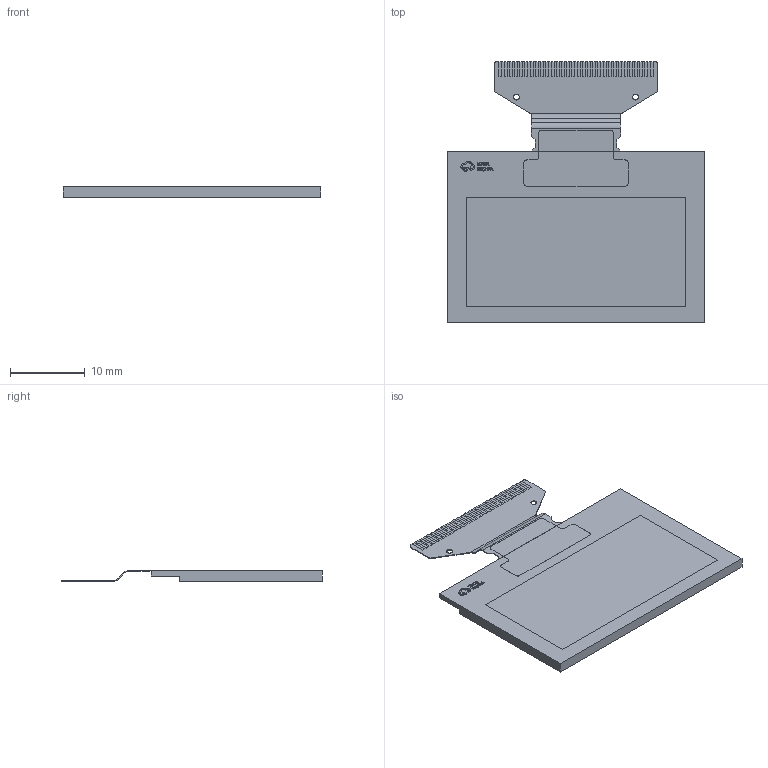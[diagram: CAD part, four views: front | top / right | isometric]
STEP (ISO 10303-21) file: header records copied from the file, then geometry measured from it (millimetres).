
FILE_DESCRIPTION (( 'STEP AP214' ), '1' );
FILE_NAME ('OLED-1.3-L35-W34.5-H1.4.step', '2022-07-08T13:36:25', ( '' ), ( '' ), 'SwSTEP 2.0', 'SolidWorks 2020', '' );
FILE_SCHEMA (( 'AUTOMOTIVE_DESIGN' ));
Length unit declared in the file: millimetre
Products named in the file (1): OLED-1.3-L35-W34.5-H1.4
Bounding box: 34.5 x 35.01 x 1.42 mm (x, y, z)
Volume: 1040.7 mm3; surface area: 2214 mm2
Topology: 2 solids, 2 shells, 585 faces, 1665 edges, 1112 vertices
Faces by surface type: plane 451, bspline 112, cylinder 22
Entity records: 25846 total; most frequent: CARTESIAN_POINT 5479, ORIENTED_EDGE 3330, DIRECTION 2425, EDGE_CURVE 1665, VECTOR 1389, LINE 1389, VERTEX_POINT 1112, EDGE_LOOP 617
